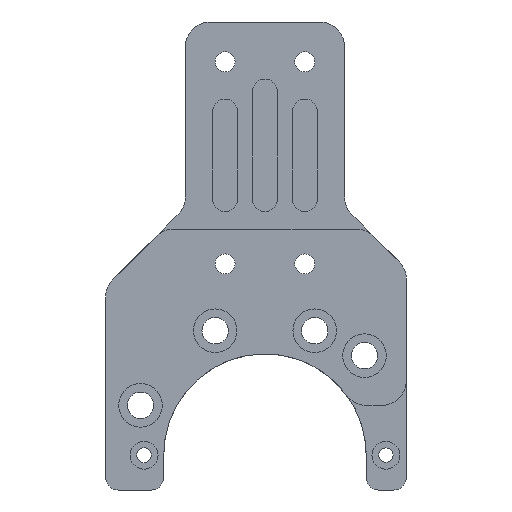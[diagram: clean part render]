
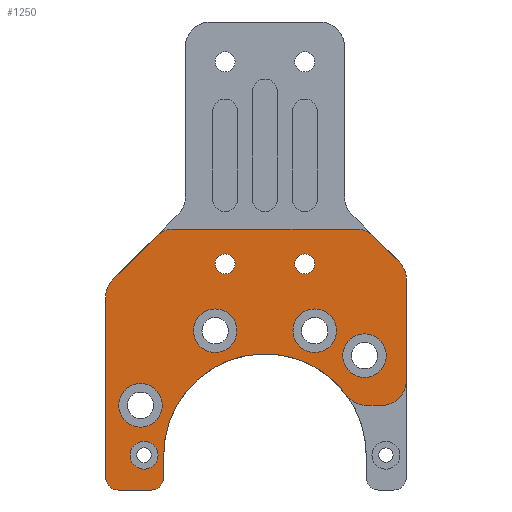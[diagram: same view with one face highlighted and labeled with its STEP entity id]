
A CAD part, front view. The second image highlights one B-rep face of the part: STEP entity #1250.
In plain terms, the highlighted planar face has unit normal (0, -1, 0).
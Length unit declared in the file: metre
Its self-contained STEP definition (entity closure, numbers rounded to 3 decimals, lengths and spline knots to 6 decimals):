
#17=CIRCLE('',#1318,0.025845);
#47=CIRCLE('',#1364,0.00635);
#48=CIRCLE('',#1366,0.00635);
#50=CIRCLE('',#1370,0.003175);
#52=CIRCLE('',#1374,0.003175);
#53=CIRCLE('',#1376,0.00635);
#54=CIRCLE('',#1377,0.00635);
#55=CIRCLE('',#1378,0.00635);
#56=CIRCLE('',#1379,0.00635);
#57=CIRCLE('',#1380,0.002553);
#58=CIRCLE('',#1381,0.002553);
#59=CIRCLE('',#1382,0.003572);
#60=CIRCLE('',#1383,0.005556);
#61=CIRCLE('',#1384,0.005556);
#62=CIRCLE('',#1385,0.005556);
#63=CIRCLE('',#1386,0.005556);
#278=ORIENTED_EDGE('',*,*,#484,.F.);
#279=ORIENTED_EDGE('',*,*,#570,.T.);
#280=ORIENTED_EDGE('',*,*,#571,.F.);
#281=ORIENTED_EDGE('',*,*,#572,.T.);
#282=ORIENTED_EDGE('',*,*,#470,.F.);
#283=ORIENTED_EDGE('',*,*,#555,.T.);
#284=ORIENTED_EDGE('',*,*,#525,.F.);
#285=ORIENTED_EDGE('',*,*,#573,.T.);
#286=ORIENTED_EDGE('',*,*,#574,.F.);
#287=ORIENTED_EDGE('',*,*,#575,.T.);
#288=ORIENTED_EDGE('',*,*,#540,.T.);
#289=ORIENTED_EDGE('',*,*,#557,.T.);
#290=ORIENTED_EDGE('',*,*,#560,.F.);
#291=ORIENTED_EDGE('',*,*,#564,.T.);
#292=ORIENTED_EDGE('',*,*,#567,.F.);
#293=ORIENTED_EDGE('',*,*,#569,.T.);
#294=ORIENTED_EDGE('',*,*,#554,.F.);
#295=ORIENTED_EDGE('',*,*,#576,.T.);
#296=ORIENTED_EDGE('',*,*,#577,.T.);
#297=ORIENTED_EDGE('',*,*,#578,.F.);
#298=ORIENTED_EDGE('',*,*,#579,.F.);
#299=ORIENTED_EDGE('',*,*,#580,.F.);
#300=ORIENTED_EDGE('',*,*,#581,.F.);
#301=ORIENTED_EDGE('',*,*,#582,.F.);
#470=EDGE_CURVE('',#638,#639,#764,.T.);
#484=EDGE_CURVE('',#652,#653,#17,.T.);
#525=EDGE_CURVE('',#686,#687,#798,.T.);
#540=EDGE_CURVE('',#695,#696,#809,.T.);
#554=EDGE_CURVE('',#653,#704,#817,.T.);
#555=EDGE_CURVE('',#638,#687,#47,.T.);
#557=EDGE_CURVE('',#696,#706,#48,.T.);
#560=EDGE_CURVE('',#709,#706,#821,.T.);
#564=EDGE_CURVE('',#709,#711,#50,.T.);
#567=EDGE_CURVE('',#713,#711,#826,.T.);
#569=EDGE_CURVE('',#713,#704,#52,.T.);
#570=EDGE_CURVE('',#652,#714,#53,.T.);
#571=EDGE_CURVE('',#715,#714,#827,.T.);
#572=EDGE_CURVE('',#715,#639,#54,.T.);
#573=EDGE_CURVE('',#686,#716,#55,.T.);
#574=EDGE_CURVE('',#717,#716,#828,.T.);
#575=EDGE_CURVE('',#717,#695,#56,.T.);
#576=EDGE_CURVE('',#718,#718,#57,.F.);
#577=EDGE_CURVE('',#719,#719,#58,.F.);
#578=EDGE_CURVE('',#720,#720,#59,.T.);
#579=EDGE_CURVE('',#721,#721,#60,.T.);
#580=EDGE_CURVE('',#722,#722,#61,.T.);
#581=EDGE_CURVE('',#723,#723,#62,.T.);
#582=EDGE_CURVE('',#724,#724,#63,.T.);
#638=VERTEX_POINT('',#1870);
#639=VERTEX_POINT('',#1871);
#652=VERTEX_POINT('',#1899);
#653=VERTEX_POINT('',#1901);
#686=VERTEX_POINT('',#1980);
#687=VERTEX_POINT('',#1982);
#695=VERTEX_POINT('',#2012);
#696=VERTEX_POINT('',#2013);
#704=VERTEX_POINT('',#2035);
#706=VERTEX_POINT('',#2043);
#709=VERTEX_POINT('',#2050);
#711=VERTEX_POINT('',#2057);
#713=VERTEX_POINT('',#2063);
#714=VERTEX_POINT('',#2070);
#715=VERTEX_POINT('',#2072);
#716=VERTEX_POINT('',#2075);
#717=VERTEX_POINT('',#2077);
#718=VERTEX_POINT('',#2080);
#719=VERTEX_POINT('',#2082);
#720=VERTEX_POINT('',#2084);
#721=VERTEX_POINT('',#2086);
#722=VERTEX_POINT('',#2088);
#723=VERTEX_POINT('',#2090);
#724=VERTEX_POINT('',#2092);
#764=LINE('',#1869,#853);
#798=LINE('',#1981,#887);
#809=LINE('',#2011,#898);
#817=LINE('',#2038,#906);
#821=LINE('',#2051,#910);
#826=LINE('',#2064,#915);
#827=LINE('',#2071,#916);
#828=LINE('',#2076,#917);
#853=VECTOR('',#1472,1.);
#887=VECTOR('',#1564,1.);
#898=VECTOR('',#1597,1.);
#906=VECTOR('',#1621,1.);
#910=VECTOR('',#1635,1.);
#915=VECTOR('',#1648,1.);
#916=VECTOR('',#1659,1.);
#917=VECTOR('',#1664,1.);
#975=EDGE_LOOP('',(#278,#279,#280,#281,#282,#283,#284,#285,#286,#287,#288,
#289,#290,#291,#292,#293,#294));
#976=EDGE_LOOP('',(#295));
#977=EDGE_LOOP('',(#296));
#978=EDGE_LOOP('',(#297));
#979=EDGE_LOOP('',(#298));
#980=EDGE_LOOP('',(#299));
#981=EDGE_LOOP('',(#300));
#982=EDGE_LOOP('',(#301));
#1099=FACE_BOUND('',#975,.T.);
#1100=FACE_BOUND('',#976,.T.);
#1101=FACE_BOUND('',#977,.T.);
#1102=FACE_BOUND('',#978,.T.);
#1103=FACE_BOUND('',#979,.T.);
#1104=FACE_BOUND('',#980,.T.);
#1105=FACE_BOUND('',#981,.T.);
#1106=FACE_BOUND('',#982,.T.);
#1205=PLANE('',#1375);
#1250=ADVANCED_FACE('',(#1099,#1100,#1101,#1102,#1103,#1104,#1105,#1106),
#1205,.T.);
#1318=AXIS2_PLACEMENT_3D('',#1900,#1491,#1492);
#1364=AXIS2_PLACEMENT_3D('',#2040,#1624,#1625);
#1366=AXIS2_PLACEMENT_3D('',#2044,#1629,#1630);
#1370=AXIS2_PLACEMENT_3D('',#2058,#1642,#1643);
#1374=AXIS2_PLACEMENT_3D('',#2067,#1653,#1654);
#1375=AXIS2_PLACEMENT_3D('',#2068,#1655,#1656);
#1376=AXIS2_PLACEMENT_3D('',#2069,#1657,#1658);
#1377=AXIS2_PLACEMENT_3D('',#2073,#1660,#1661);
#1378=AXIS2_PLACEMENT_3D('',#2074,#1662,#1663);
#1379=AXIS2_PLACEMENT_3D('',#2078,#1665,#1666);
#1380=AXIS2_PLACEMENT_3D('',#2079,#1667,#1668);
#1381=AXIS2_PLACEMENT_3D('',#2081,#1669,#1670);
#1382=AXIS2_PLACEMENT_3D('',#2083,#1671,#1672);
#1383=AXIS2_PLACEMENT_3D('',#2085,#1673,#1674);
#1384=AXIS2_PLACEMENT_3D('',#2087,#1675,#1676);
#1385=AXIS2_PLACEMENT_3D('',#2089,#1677,#1678);
#1386=AXIS2_PLACEMENT_3D('',#2091,#1679,#1680);
#1472=DIRECTION('',(0.,0.,-1.));
#1491=DIRECTION('',(0.,-1.,0.));
#1492=DIRECTION('',(0.,0.,-1.));
#1564=DIRECTION('',(0.707,0.,-0.707));
#1597=DIRECTION('',(-0.707,0.,-0.707));
#1621=DIRECTION('',(0.,0.,-1.));
#1624=DIRECTION('',(0.,-1.,0.));
#1625=DIRECTION('',(0.,0.,-1.));
#1629=DIRECTION('',(0.,-1.,0.));
#1630=DIRECTION('',(0.,0.,-1.));
#1635=DIRECTION('',(0.,0.,1.));
#1642=DIRECTION('',(0.,-1.,0.));
#1643=DIRECTION('',(0.,0.,-1.));
#1648=DIRECTION('',(-1.,0.,0.));
#1653=DIRECTION('',(0.,-1.,0.));
#1654=DIRECTION('',(0.,0.,-1.));
#1655=DIRECTION('',(0.,-1.,0.));
#1656=DIRECTION('',(1.,0.,0.));
#1657=DIRECTION('',(0.,-1.,0.));
#1658=DIRECTION('',(0.,0.,-1.));
#1659=DIRECTION('',(-1.,0.,0.));
#1660=DIRECTION('',(0.,-1.,0.));
#1661=DIRECTION('',(0.,0.,-1.));
#1662=DIRECTION('',(0.,-1.,0.));
#1663=DIRECTION('',(0.,0.,-1.));
#1664=DIRECTION('',(1.,0.,0.));
#1665=DIRECTION('',(0.,-1.,0.));
#1666=DIRECTION('',(0.,0.,-1.));
#1667=DIRECTION('',(0.,-1.,0.));
#1668=DIRECTION('',(0.,0.,-1.));
#1669=DIRECTION('',(0.,-1.,0.));
#1670=DIRECTION('',(0.,0.,-1.));
#1671=DIRECTION('',(0.,-1.,0.));
#1672=DIRECTION('',(0.,0.,-1.));
#1673=DIRECTION('',(0.,-1.,0.));
#1674=DIRECTION('',(0.,0.,-1.));
#1675=DIRECTION('',(0.,-1.,0.));
#1676=DIRECTION('',(0.,0.,-1.));
#1677=DIRECTION('',(0.,-1.,0.));
#1678=DIRECTION('',(0.,0.,-1.));
#1679=DIRECTION('',(0.,-1.,0.));
#1680=DIRECTION('',(0.,0.,-1.));
#1869=CARTESIAN_POINT('',(0.036068,-0.018415,0.019576));
#1870=CARTESIAN_POINT('',(0.036068,-0.018415,0.044868));
#1871=CARTESIAN_POINT('',(0.036068,-0.018415,0.01905));
#1899=CARTESIAN_POINT('',(0.020834,-0.018415,0.015293));
#1900=CARTESIAN_POINT('',(0.,-0.018415,0.));
#1901=CARTESIAN_POINT('',(-0.025845,-0.018415,0.));
#1980=CARTESIAN_POINT('',(0.027742,-0.018415,0.055824));
#1981=CARTESIAN_POINT('',(0.028194,-0.018415,0.055372));
#1982=CARTESIAN_POINT('',(0.034208,-0.018415,0.049358));
#2011=CARTESIAN_POINT('',(-0.03048,-0.018415,0.053086));
#2012=CARTESIAN_POINT('',(-0.027742,-0.018415,0.055824));
#2013=CARTESIAN_POINT('',(-0.03878,-0.018415,0.044786));
#2035=CARTESIAN_POINT('',(-0.025845,-0.018415,-0.005715));
#2038=CARTESIAN_POINT('',(-0.025845,-0.018415,-0.002858));
#2040=CARTESIAN_POINT('',(0.029718,-0.018415,0.044868));
#2043=CARTESIAN_POINT('',(-0.04064,-0.018415,0.040296));
#2044=CARTESIAN_POINT('',(-0.03429,-0.018415,0.040296));
#2050=CARTESIAN_POINT('',(-0.04064,-0.018415,-0.005715));
#2051=CARTESIAN_POINT('',(-0.04064,-0.018415,0.01729));
#2057=CARTESIAN_POINT('',(-0.037465,-0.018415,-0.00889));
#2058=CARTESIAN_POINT('',(-0.037465,-0.018415,-0.005715));
#2063=CARTESIAN_POINT('',(-0.02902,-0.018415,-0.00889));
#2064=CARTESIAN_POINT('',(-0.033242,-0.018415,-0.00889));
#2067=CARTESIAN_POINT('',(-0.02902,-0.018415,-0.005715));
#2068=CARTESIAN_POINT('',(-0.002286,-0.018415,0.050813));
#2069=CARTESIAN_POINT('',(0.025953,-0.018415,0.01905));
#2070=CARTESIAN_POINT('',(0.025953,-0.018415,0.0127));
#2071=CARTESIAN_POINT('',(0.029288,-0.018415,0.0127));
#2072=CARTESIAN_POINT('',(0.029718,-0.018415,0.0127));
#2073=CARTESIAN_POINT('',(0.029718,-0.018415,0.01905));
#2074=CARTESIAN_POINT('',(0.023252,-0.018415,0.051333));
#2075=CARTESIAN_POINT('',(0.023252,-0.018415,0.057683));
#2076=CARTESIAN_POINT('',(0.,-0.018415,0.057683));
#2077=CARTESIAN_POINT('',(-0.023252,-0.018415,0.057683));
#2078=CARTESIAN_POINT('',(-0.023252,-0.018415,0.051333));
#2079=CARTESIAN_POINT('',(0.01016,-0.018415,0.048793));
#2080=CARTESIAN_POINT('',(0.01016,-0.018415,0.046241));
#2081=CARTESIAN_POINT('',(-0.01016,-0.018415,0.048793));
#2082=CARTESIAN_POINT('',(-0.01016,-0.018415,0.046241));
#2083=CARTESIAN_POINT('',(-0.030861,-0.018415,0.));
#2084=CARTESIAN_POINT('',(-0.030861,-0.018415,-0.003572));
#2085=CARTESIAN_POINT('',(-0.03175,-0.018415,0.0127));
#2086=CARTESIAN_POINT('',(-0.03175,-0.018415,0.007144));
#2087=CARTESIAN_POINT('',(-0.0127,-0.018415,0.03175));
#2088=CARTESIAN_POINT('',(-0.0127,-0.018415,0.026194));
#2089=CARTESIAN_POINT('',(0.0127,-0.018415,0.03175));
#2090=CARTESIAN_POINT('',(0.0127,-0.018415,0.026194));
#2091=CARTESIAN_POINT('',(0.0254,-0.018415,0.0254));
#2092=CARTESIAN_POINT('',(0.0254,-0.018415,0.019844));
